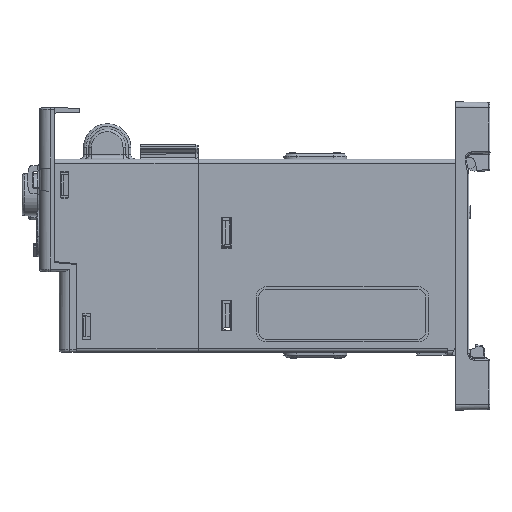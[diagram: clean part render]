
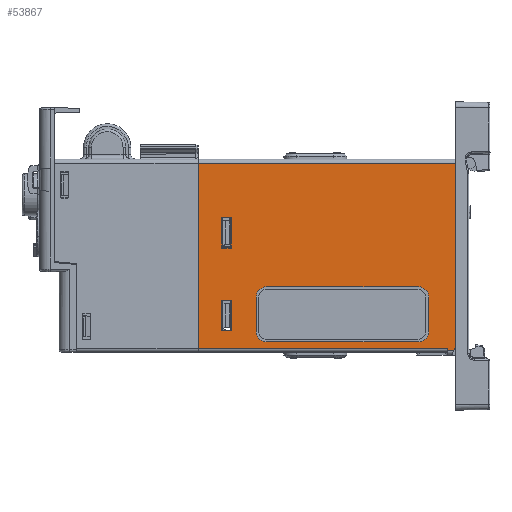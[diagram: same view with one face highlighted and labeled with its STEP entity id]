
A CAD part, left-side view. The second image highlights one B-rep face of the part: STEP entity #53867.
In plain terms, the highlighted planar face has unit normal (-1, 0, 0).
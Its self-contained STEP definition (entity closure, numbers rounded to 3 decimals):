
#44303=DIRECTION('',(0.,-1.,0.));
#44304=VECTOR('',#44303,1.715);
#44305=CARTESIAN_POINT('',(-22.4,45.343,30.573));
#44306=LINE('',#44305,#44304);
#44307=DIRECTION('',(0.,0.,1.));
#44308=VECTOR('',#44307,5.845);
#44309=CARTESIAN_POINT('',(-22.4,45.343,24.727));
#44310=LINE('',#44309,#44308);
#44311=DIRECTION('',(0.,1.,0.));
#44312=VECTOR('',#44311,1.715);
#44313=CARTESIAN_POINT('',(-22.4,43.627,24.727));
#44314=LINE('',#44313,#44312);
#44315=DIRECTION('',(0.,0.,-1.));
#44316=VECTOR('',#44315,5.845);
#44317=CARTESIAN_POINT('',(-22.4,43.627,30.573));
#44318=LINE('',#44317,#44316);
#44319=DIRECTION('',(0.,-1.,0.));
#44320=VECTOR('',#44319,1.715);
#44321=CARTESIAN_POINT('',(-22.4,45.343,14.823));
#44322=LINE('',#44321,#44320);
#44323=DIRECTION('',(0.,0.,1.));
#44324=VECTOR('',#44323,5.845);
#44325=CARTESIAN_POINT('',(-22.4,45.343,8.977));
#44326=LINE('',#44325,#44324);
#44327=DIRECTION('',(0.,1.,0.));
#44328=VECTOR('',#44327,1.715);
#44329=CARTESIAN_POINT('',(-22.4,43.627,8.977));
#44330=LINE('',#44329,#44328);
#44331=DIRECTION('',(0.,0.,-1.));
#44332=VECTOR('',#44331,5.845);
#44333=CARTESIAN_POINT('',(-22.4,43.627,14.823));
#44334=LINE('',#44333,#44332);
#44335=DIRECTION('',(0.,1.,0.));
#44336=VECTOR('',#44335,28.8);
#44337=CARTESIAN_POINT('',(-22.4,8.05,17.4));
#44338=LINE('',#44337,#44336);
#44339=CARTESIAN_POINT('',(-22.4,36.85,15.4));
#44340=DIRECTION('',(-1.,0.,0.));
#44341=DIRECTION('',(0.,0.,1.));
#44342=AXIS2_PLACEMENT_3D('',#44339,#44340,#44341);
#44344=DIRECTION('',(0.,0.,-1.));
#44345=VECTOR('',#44344,6.5);
#44346=CARTESIAN_POINT('',(-22.4,38.85,15.4));
#44347=LINE('',#44346,#44345);
#44348=CARTESIAN_POINT('',(-22.4,36.85,8.9));
#44349=DIRECTION('',(-1.,0.,0.));
#44350=DIRECTION('',(0.,1.,0.));
#44351=AXIS2_PLACEMENT_3D('',#44348,#44349,#44350);
#44353=DIRECTION('',(0.,-1.,0.));
#44354=VECTOR('',#44353,28.8);
#44355=CARTESIAN_POINT('',(-22.4,36.85,6.9));
#44356=LINE('',#44355,#44354);
#44357=CARTESIAN_POINT('',(-22.4,8.05,8.9));
#44358=DIRECTION('',(-1.,0.,0.));
#44359=DIRECTION('',(0.,0.,-1.));
#44360=AXIS2_PLACEMENT_3D('',#44357,#44358,#44359);
#44362=DIRECTION('',(0.,0.,1.));
#44363=VECTOR('',#44362,6.5);
#44364=CARTESIAN_POINT('',(-22.4,6.05,8.9));
#44365=LINE('',#44364,#44363);
#44366=CARTESIAN_POINT('',(-22.4,8.05,15.4));
#44367=DIRECTION('',(-1.,0.,0.));
#44368=DIRECTION('',(0.,-1.,0.));
#44369=AXIS2_PLACEMENT_3D('',#44366,#44367,#44368);
#44371=DIRECTION('',(0.,-1.,0.));
#44372=VECTOR('',#44371,47.35);
#44373=CARTESIAN_POINT('',(-22.4,49.85,5.7));
#44374=LINE('',#44373,#44372);
#44375=DIRECTION('',(0.,0.,1.));
#44376=VECTOR('',#44375,35.15);
#44377=CARTESIAN_POINT('',(-22.4,49.85,5.7));
#44378=LINE('',#44377,#44376);
#44379=DIRECTION('',(0.,1.,0.));
#44380=VECTOR('',#44379,48.85);
#44381=CARTESIAN_POINT('',(-22.4,1.,40.85));
#44382=LINE('',#44381,#44380);
#44383=DIRECTION('',(0.,-0.423,0.906));
#44384=VECTOR('',#44383,0.772);
#44385=CARTESIAN_POINT('',(-22.4,1.327,5.2));
#44386=LINE('',#44385,#44384);
#44387=DIRECTION('',(0.,1.,0.));
#44388=VECTOR('',#44387,1.173);
#44389=CARTESIAN_POINT('',(-22.4,1.327,5.2));
#44390=LINE('',#44389,#44388);
#44391=DIRECTION('',(0.,0.,1.));
#44392=VECTOR('',#44391,0.5);
#44393=CARTESIAN_POINT('',(-22.4,2.5,5.2));
#44394=LINE('',#44393,#44392);
#47714=DIRECTION('',(0.,0.,1.));
#47715=VECTOR('',#47714,34.95);
#47716=CARTESIAN_POINT('',(-22.4,1.,5.9));
#47717=LINE('',#47716,#47715);
#51578=CARTESIAN_POINT('',(-22.4,1.327,5.2));
#52324=CARTESIAN_POINT('',(-22.4,36.85,6.9));
#52325=CARTESIAN_POINT('',(-22.4,8.05,6.9));
#52326=VERTEX_POINT('',#52324);
#52327=VERTEX_POINT('',#52325);
#52328=CARTESIAN_POINT('',(-22.4,6.05,8.9));
#52329=CARTESIAN_POINT('',(-22.4,6.05,15.4));
#52330=VERTEX_POINT('',#52328);
#52331=VERTEX_POINT('',#52329);
#52332=CARTESIAN_POINT('',(-22.4,8.05,17.4));
#52333=CARTESIAN_POINT('',(-22.4,36.85,17.4));
#52334=VERTEX_POINT('',#52332);
#52335=VERTEX_POINT('',#52333);
#52336=CARTESIAN_POINT('',(-22.4,38.85,15.4));
#52337=CARTESIAN_POINT('',(-22.4,38.85,8.9));
#52338=VERTEX_POINT('',#52336);
#52339=VERTEX_POINT('',#52337);
#52580=CARTESIAN_POINT('',(-22.4,45.343,30.573));
#52581=CARTESIAN_POINT('',(-22.4,43.627,30.573));
#52582=VERTEX_POINT('',#52580);
#52583=VERTEX_POINT('',#52581);
#52584=CARTESIAN_POINT('',(-22.4,43.627,24.727));
#52585=VERTEX_POINT('',#52584);
#52586=CARTESIAN_POINT('',(-22.4,45.343,24.727));
#52587=VERTEX_POINT('',#52586);
#52588=CARTESIAN_POINT('',(-22.4,45.343,14.823));
#52589=CARTESIAN_POINT('',(-22.4,43.627,14.823));
#52590=VERTEX_POINT('',#52588);
#52591=VERTEX_POINT('',#52589);
#52592=CARTESIAN_POINT('',(-22.4,43.627,8.977));
#52593=VERTEX_POINT('',#52592);
#52594=CARTESIAN_POINT('',(-22.4,45.343,8.977));
#52595=VERTEX_POINT('',#52594);
#53501=CARTESIAN_POINT('',(-22.4,1.,5.9));
#53503=VERTEX_POINT('',#53501);
#53520=VERTEX_POINT('',#51578);
#53634=CARTESIAN_POINT('',(-22.4,49.85,5.7));
#53635=VERTEX_POINT('',#53634);
#53636=CARTESIAN_POINT('',(-22.4,2.5,5.7));
#53637=VERTEX_POINT('',#53636);
#53646=CARTESIAN_POINT('',(-22.4,49.85,40.85));
#53648=VERTEX_POINT('',#53646);
#53652=CARTESIAN_POINT('',(-22.4,1.,40.85));
#53653=VERTEX_POINT('',#53652);
#53656=CARTESIAN_POINT('',(-22.4,2.5,5.2));
#53657=VERTEX_POINT('',#53656);
#53808=CARTESIAN_POINT('',(-22.4,0.,4.9));
#53809=DIRECTION('',(-1.,0.,0.));
#53810=DIRECTION('',(0.,0.,1.));
#53811=AXIS2_PLACEMENT_3D('',#53808,#53809,#53810);
#53812=PLANE('',#53811);
#53814=ORIENTED_EDGE('',*,*,#53813,.F.);
#53816=ORIENTED_EDGE('',*,*,#53815,.T.);
#53818=ORIENTED_EDGE('',*,*,#53817,.F.);
#53820=ORIENTED_EDGE('',*,*,#53819,.F.);
#53822=ORIENTED_EDGE('',*,*,#53821,.F.);
#53824=ORIENTED_EDGE('',*,*,#53823,.T.);
#53826=ORIENTED_EDGE('',*,*,#53825,.T.);
#53827=EDGE_LOOP('',(#53814,#53816,#53818,#53820,#53822,#53824,#53826));
#53828=FACE_OUTER_BOUND('',#53827,.F.);
#53830=ORIENTED_EDGE('',*,*,#53829,.F.);
#53832=ORIENTED_EDGE('',*,*,#53831,.F.);
#53834=ORIENTED_EDGE('',*,*,#53833,.F.);
#53836=ORIENTED_EDGE('',*,*,#53835,.F.);
#53837=EDGE_LOOP('',(#53830,#53832,#53834,#53836));
#53838=FACE_BOUND('',#53837,.F.);
#53840=ORIENTED_EDGE('',*,*,#53839,.F.);
#53842=ORIENTED_EDGE('',*,*,#53841,.F.);
#53844=ORIENTED_EDGE('',*,*,#53843,.F.);
#53846=ORIENTED_EDGE('',*,*,#53845,.F.);
#53847=EDGE_LOOP('',(#53840,#53842,#53844,#53846));
#53848=FACE_BOUND('',#53847,.F.);
#53850=ORIENTED_EDGE('',*,*,#53849,.T.);
#53852=ORIENTED_EDGE('',*,*,#53851,.T.);
#53854=ORIENTED_EDGE('',*,*,#53853,.T.);
#53856=ORIENTED_EDGE('',*,*,#53855,.T.);
#53858=ORIENTED_EDGE('',*,*,#53857,.T.);
#53860=ORIENTED_EDGE('',*,*,#53859,.T.);
#53862=ORIENTED_EDGE('',*,*,#53861,.T.);
#53864=ORIENTED_EDGE('',*,*,#53863,.T.);
#53865=EDGE_LOOP('',(#53850,#53852,#53854,#53856,#53858,#53860,#53862,#53864));
#53866=FACE_BOUND('',#53865,.F.);
#53867=ADVANCED_FACE('',(#53828,#53838,#53848,#53866),#53812,.T.);
#44343=CIRCLE('',#44342,2.);
#44352=CIRCLE('',#44351,2.);
#44361=CIRCLE('',#44360,2.);
#44370=CIRCLE('',#44369,2.);
#53813=EDGE_CURVE('',#53635,#53637,#44374,.T.);
#53815=EDGE_CURVE('',#53635,#53648,#44378,.T.);
#53817=EDGE_CURVE('',#53653,#53648,#44382,.T.);
#53819=EDGE_CURVE('',#53503,#53653,#47717,.T.);
#53821=EDGE_CURVE('',#53520,#53503,#44386,.T.);
#53823=EDGE_CURVE('',#53520,#53657,#44390,.T.);
#53825=EDGE_CURVE('',#53657,#53637,#44394,.T.);
#53829=EDGE_CURVE('',#52582,#52583,#44306,.T.);
#53831=EDGE_CURVE('',#52587,#52582,#44310,.T.);
#53833=EDGE_CURVE('',#52585,#52587,#44314,.T.);
#53835=EDGE_CURVE('',#52583,#52585,#44318,.T.);
#53839=EDGE_CURVE('',#52590,#52591,#44322,.T.);
#53841=EDGE_CURVE('',#52595,#52590,#44326,.T.);
#53843=EDGE_CURVE('',#52593,#52595,#44330,.T.);
#53845=EDGE_CURVE('',#52591,#52593,#44334,.T.);
#53849=EDGE_CURVE('',#52334,#52335,#44338,.T.);
#53851=EDGE_CURVE('',#52335,#52338,#44343,.T.);
#53853=EDGE_CURVE('',#52338,#52339,#44347,.T.);
#53855=EDGE_CURVE('',#52339,#52326,#44352,.T.);
#53857=EDGE_CURVE('',#52326,#52327,#44356,.T.);
#53859=EDGE_CURVE('',#52327,#52330,#44361,.T.);
#53861=EDGE_CURVE('',#52330,#52331,#44365,.T.);
#53863=EDGE_CURVE('',#52331,#52334,#44370,.T.);
